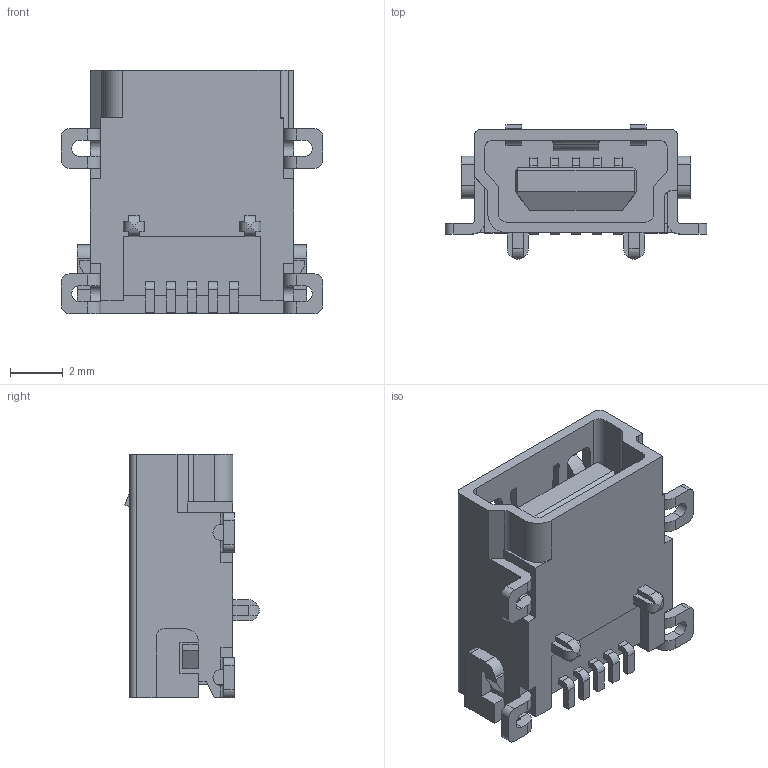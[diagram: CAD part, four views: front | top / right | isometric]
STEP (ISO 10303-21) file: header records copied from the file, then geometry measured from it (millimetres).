
FILE_DESCRIPTION (( 'STEP AP214' ), '1' );
FILE_NAME ('TE MiniUSB-2-1734035-2.STEP', '2015-03-28T06:01:00', ( '' ), ( '' ), 'SwSTEP 2.0', 'SolidWorks 2014', '' );
FILE_SCHEMA (( 'AUTOMOTIVE_DESIGN' ));
Length unit declared in the file: inch
Products named in the file (1): TE MiniUSB-2-1734035-2
Bounding box: 9.9 x 5.09 x 9.2 mm (x, y, z)
Volume: 185.3 mm3; surface area: 489 mm2
Topology: 1 solids, 1 shells, 339 faces, 940 edges, 609 vertices
Faces by surface type: plane 230, cylinder 99, bspline 10
Entity records: 11247 total; most frequent: CARTESIAN_POINT 2463, ORIENTED_EDGE 1880, DIRECTION 1751, EDGE_CURVE 940, VECTOR 713, LINE 713, VERTEX_POINT 609, AXIS2_PLACEMENT_3D 519
